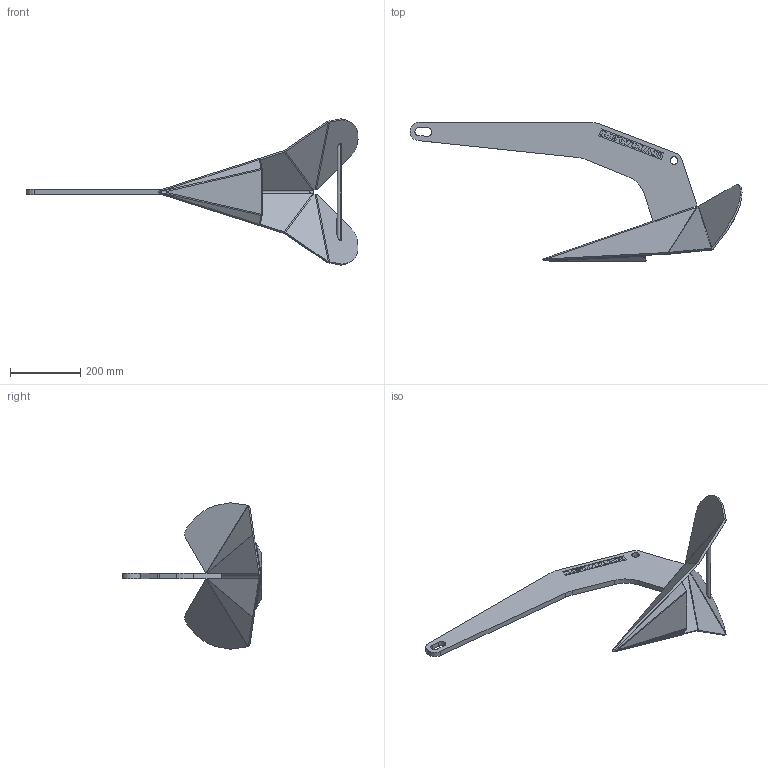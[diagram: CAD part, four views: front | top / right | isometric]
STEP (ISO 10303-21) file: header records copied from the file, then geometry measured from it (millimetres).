
FILE_DESCRIPTION((''),'2;1');
FILE_NAME('69000526_ASM','2013-01-08T',('mdance'),(''),'PRO/ENGINEER BY PARAMETRIC TECHNOLOGY CORPORATION, 2010280','PRO/ENGINEER BY PARAMETRIC TECHNOLOGY CORPORATION, 2010280','');
FILE_SCHEMA(('CONFIG_CONTROL_DESIGN'));
Length unit declared in the file: millimetre
Products named in the file (7): 65001967; 65001968; 65001970; 65001971; 65001969; BALLAST_25KG_DTX; 69000526_ASM
Assembly tree (6 placements, depth 2):
  69000526_ASM
    65001967
    65001968
    65001970
    65001971
    65001969
    BALLAST_25KG_DTX
Bounding box: 944.88 x 396.17 x 416.74 mm (x, y, z)
Volume: 3011728.8 mm3; surface area: 665606.9 mm2
Topology: 6 solids, 6 shells, 1365 faces, 3823 edges, 2534 vertices
Faces by surface type: plane 1301, cylinder 32, bspline 18, extrusion 14
Entity records: 43943 total; most frequent: CARTESIAN_POINT 8754, ORIENTED_EDGE 7646, DIRECTION 6491, EDGE_CURVE 3823, VECTOR 3727, LINE 3713, VERTEX_POINT 2534, EDGE_LOOP 1437
